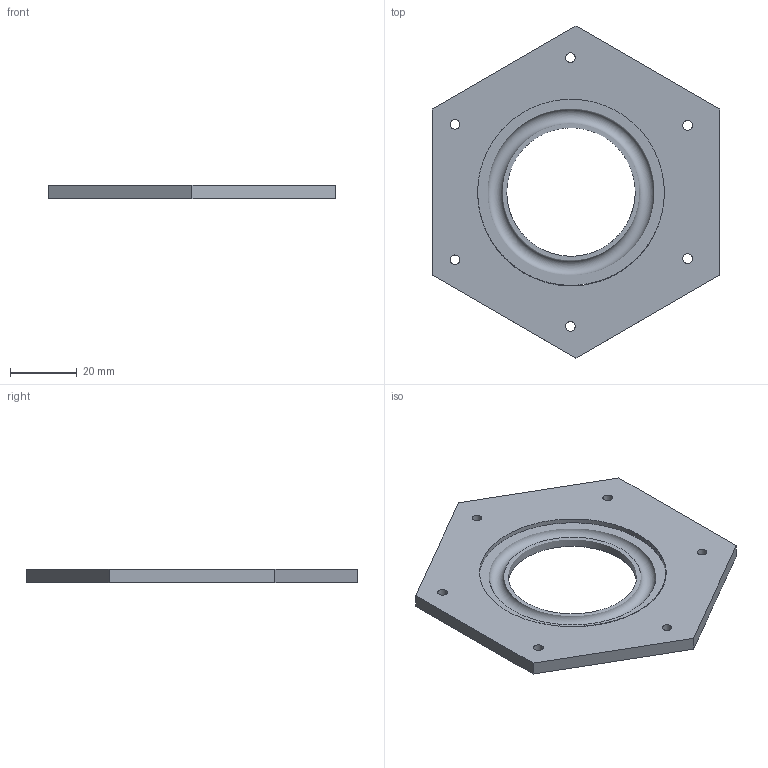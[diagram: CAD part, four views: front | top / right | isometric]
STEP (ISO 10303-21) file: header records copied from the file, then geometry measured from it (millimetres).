
FILE_DESCRIPTION(/* description */ ('','CAx-IF Rec.Pracs.---Representation and Presentation of Product Manufacturing Information (PMI)---4.0---2014-10-13'),/* implementation_level */ '2;1');
FILE_NAME(/* name */ 'Rotary base v1.step',/* time_stamp */ '2025-03-28T14:05:32+01:00',/* author */ (''),/* organization */ (''),/* preprocessor_version */ 'ST-DEVELOPER v20',/* originating_system */ 'Autodesk Translation Framework v13.20.0.188',/* authorisation */ '');
FILE_SCHEMA (('AP242_MANAGED_MODEL_BASED_3D_ENGINEERING_MIM_LF { 1 0 10303 442 1 1 4 }'));
Length unit declared in the file: centimetre
Products named in the file (1): Upper collar
Bounding box: 86.29 x 99.63 x 4 mm (x, y, z)
Volume: 18054.2 mm3; surface area: 13819.2 mm2
Topology: 1 solids, 1 shells, 19 faces, 0 edges, 0 vertices
Faces by surface type: other 19
Entity records: 59 total; most frequent: COMPLEX_TRIANGULATED_FACE 19, DERIVED_UNIT_ELEMENT 2, PROPERTY_DEFINITION_REPRESENTATION 2, REPRESENTATION 2, PROPERTY_DEFINITION 2, DIRECTION 2, UNCERTAINTY_MEASURE_WITH_UNIT 2, MECHANICAL_DESIGN_GEOMETRIC_PRESENTATION_REPRESENTATION 1
